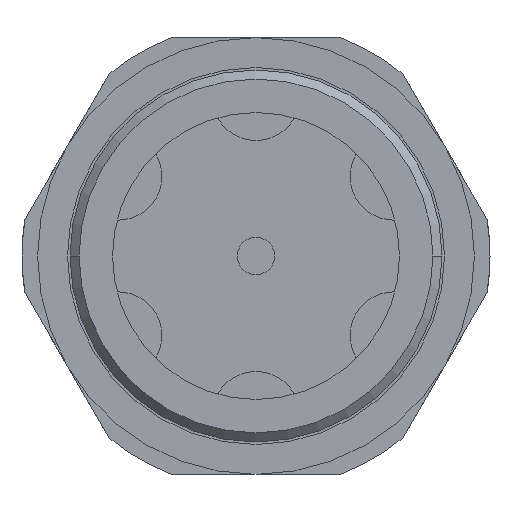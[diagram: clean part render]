
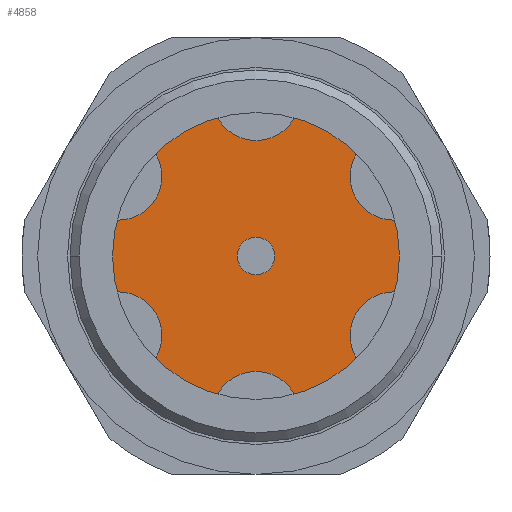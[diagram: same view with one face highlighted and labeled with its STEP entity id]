
A CAD part, front view. The second image highlights one B-rep face of the part: STEP entity #4858.
In plain terms, the highlighted planar face has unit normal (0, -1, 0).
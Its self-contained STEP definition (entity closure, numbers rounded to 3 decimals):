
#4476=CARTESIAN_POINT('',(0.,-4.05,0.));
#4477=DIRECTION('',(0.,-1.,0.));
#4478=DIRECTION('',(-0.274,0.,0.962));
#4479=AXIS2_PLACEMENT_3D('',#4476,#4477,#4478);
#4494=CARTESIAN_POINT('',(0.,-4.05,0.));
#4495=DIRECTION('',(0.,-1.,0.));
#4496=DIRECTION('',(-0.97,0.,0.244));
#4497=AXIS2_PLACEMENT_3D('',#4494,#4495,#4496);
#4512=CARTESIAN_POINT('',(0.,-4.05,0.));
#4513=DIRECTION('',(0.,-1.,0.));
#4514=DIRECTION('',(-0.696,0.,-0.718));
#4515=AXIS2_PLACEMENT_3D('',#4512,#4513,#4514);
#4530=CARTESIAN_POINT('',(0.,-4.05,0.));
#4531=DIRECTION('',(0.,-1.,0.));
#4532=DIRECTION('',(0.274,0.,-0.962));
#4533=AXIS2_PLACEMENT_3D('',#4530,#4531,#4532);
#4548=CARTESIAN_POINT('',(0.,-4.05,0.));
#4549=DIRECTION('',(0.,-1.,0.));
#4550=DIRECTION('',(0.97,0.,-0.244));
#4551=AXIS2_PLACEMENT_3D('',#4548,#4549,#4550);
#4557=CARTESIAN_POINT('',(0.,-4.05,0.));
#4558=DIRECTION('',(0.,-1.,0.));
#4559=DIRECTION('',(0.696,0.,0.718));
#4560=AXIS2_PLACEMENT_3D('',#4557,#4558,#4559);
#4571=CARTESIAN_POINT('',(22.084,-4.05,12.75));
#4572=DIRECTION('',(0.,-1.,0.));
#4573=DIRECTION('',(-0.768,0.,0.64));
#4574=AXIS2_PLACEMENT_3D('',#4571,#4572,#4573);
#4576=CARTESIAN_POINT('',(22.084,-4.05,-12.75));
#4577=DIRECTION('',(0.,-1.,0.));
#4578=DIRECTION('',(0.17,0.,0.985));
#4579=AXIS2_PLACEMENT_3D('',#4576,#4577,#4578);
#4581=CARTESIAN_POINT('',(0.,-4.05,-25.5));
#4582=DIRECTION('',(0.,-1.,0.));
#4583=DIRECTION('',(0.939,0.,0.345));
#4584=AXIS2_PLACEMENT_3D('',#4581,#4582,#4583);
#4586=CARTESIAN_POINT('',(-22.084,-4.05,-12.75));
#4587=DIRECTION('',(0.,-1.,0.));
#4588=DIRECTION('',(0.768,0.,-0.64));
#4589=AXIS2_PLACEMENT_3D('',#4586,#4587,#4588);
#4591=CARTESIAN_POINT('',(-22.084,-4.05,12.75));
#4592=DIRECTION('',(0.,-1.,0.));
#4593=DIRECTION('',(-0.17,0.,-0.985));
#4594=AXIS2_PLACEMENT_3D('',#4591,#4592,#4593);
#4596=CARTESIAN_POINT('',(0.,-4.05,25.5));
#4597=DIRECTION('',(0.,-1.,0.));
#4598=DIRECTION('',(-0.939,0.,-0.345));
#4599=AXIS2_PLACEMENT_3D('',#4596,#4597,#4598);
#4601=CARTESIAN_POINT('',(0.,-4.05,0.));
#4602=DIRECTION('',(0.,1.,0.));
#4603=DIRECTION('',(-1.,0.,0.));
#4604=AXIS2_PLACEMENT_3D('',#4601,#4602,#4603);
#4606=CARTESIAN_POINT('',(0.,-4.05,0.));
#4607=DIRECTION('',(0.,1.,0.));
#4608=DIRECTION('',(1.,0.,0.));
#4609=AXIS2_PLACEMENT_3D('',#4606,#4607,#4608);
#4623=CARTESIAN_POINT('',(-6.57,-4.05,23.083));
#4624=CARTESIAN_POINT('',(6.57,-4.05,23.083));
#4625=VERTEX_POINT('',#4623);
#4626=VERTEX_POINT('',#4624);
#4631=CARTESIAN_POINT('',(-3.,-4.05,0.));
#4632=CARTESIAN_POINT('',(3.,-4.05,0.));
#4633=VERTEX_POINT('',#4631);
#4634=VERTEX_POINT('',#4632);
#4639=CARTESIAN_POINT('',(-23.276,-4.05,5.852));
#4640=CARTESIAN_POINT('',(-16.706,-4.05,17.231));
#4641=VERTEX_POINT('',#4639);
#4642=VERTEX_POINT('',#4640);
#4647=CARTESIAN_POINT('',(-16.706,-4.05,-17.231));
#4648=CARTESIAN_POINT('',(-23.276,-4.05,-5.852));
#4649=VERTEX_POINT('',#4647);
#4650=VERTEX_POINT('',#4648);
#4655=CARTESIAN_POINT('',(6.57,-4.05,-23.083));
#4656=CARTESIAN_POINT('',(-6.57,-4.05,-23.083));
#4657=VERTEX_POINT('',#4655);
#4658=VERTEX_POINT('',#4656);
#4663=CARTESIAN_POINT('',(23.276,-4.05,-5.852));
#4664=CARTESIAN_POINT('',(16.706,-4.05,-17.231));
#4665=VERTEX_POINT('',#4663);
#4666=VERTEX_POINT('',#4664);
#4671=CARTESIAN_POINT('',(16.706,-4.05,17.231));
#4672=CARTESIAN_POINT('',(23.276,-4.05,5.852));
#4673=VERTEX_POINT('',#4671);
#4674=VERTEX_POINT('',#4672);
#4829=CARTESIAN_POINT('',(0.,-4.05,0.));
#4830=DIRECTION('',(0.,-1.,0.));
#4831=DIRECTION('',(1.,0.,0.));
#4832=AXIS2_PLACEMENT_3D('',#4829,#4830,#4831);
#4833=PLANE('',#4832);
#4834=ORIENTED_EDGE('',*,*,#4684,.T.);
#4835=ORIENTED_EDGE('',*,*,#4797,.F.);
#4837=ORIENTED_EDGE('',*,*,#4836,.T.);
#4838=ORIENTED_EDGE('',*,*,#4783,.F.);
#4840=ORIENTED_EDGE('',*,*,#4839,.T.);
#4841=ORIENTED_EDGE('',*,*,#4768,.F.);
#4843=ORIENTED_EDGE('',*,*,#4842,.T.);
#4844=ORIENTED_EDGE('',*,*,#4753,.F.);
#4845=ORIENTED_EDGE('',*,*,#4823,.T.);
#4846=ORIENTED_EDGE('',*,*,#4738,.F.);
#4848=ORIENTED_EDGE('',*,*,#4847,.T.);
#4849=ORIENTED_EDGE('',*,*,#4808,.F.);
#4850=EDGE_LOOP('',(#4834,#4835,#4837,#4838,#4840,#4841,#4843,#4844,#4845,#4846,
#4848,#4849));
#4851=FACE_OUTER_BOUND('',#4850,.F.);
#4853=ORIENTED_EDGE('',*,*,#4852,.F.);
#4855=ORIENTED_EDGE('',*,*,#4854,.F.);
#4856=EDGE_LOOP('',(#4853,#4855));
#4857=FACE_BOUND('',#4856,.F.);
#4858=ADVANCED_FACE('',(#4851,#4857),#4833,.T.);
#4480=CIRCLE('',#4479,24.);
#4498=CIRCLE('',#4497,24.);
#4516=CIRCLE('',#4515,24.);
#4534=CIRCLE('',#4533,24.);
#4552=CIRCLE('',#4551,24.);
#4561=CIRCLE('',#4560,24.);
#4575=CIRCLE('',#4574,7.);
#4580=CIRCLE('',#4579,7.);
#4585=CIRCLE('',#4584,7.);
#4590=CIRCLE('',#4589,7.);
#4595=CIRCLE('',#4594,7.);
#4600=CIRCLE('',#4599,7.);
#4605=CIRCLE('',#4604,3.);
#4610=CIRCLE('',#4609,3.);
#4684=EDGE_CURVE('',#4673,#4674,#4575,.T.);
#4738=EDGE_CURVE('',#4625,#4642,#4480,.T.);
#4753=EDGE_CURVE('',#4641,#4650,#4498,.T.);
#4768=EDGE_CURVE('',#4649,#4658,#4516,.T.);
#4783=EDGE_CURVE('',#4657,#4666,#4534,.T.);
#4797=EDGE_CURVE('',#4665,#4674,#4552,.T.);
#4808=EDGE_CURVE('',#4673,#4626,#4561,.T.);
#4823=EDGE_CURVE('',#4641,#4642,#4595,.T.);
#4836=EDGE_CURVE('',#4665,#4666,#4580,.T.);
#4839=EDGE_CURVE('',#4657,#4658,#4585,.T.);
#4842=EDGE_CURVE('',#4649,#4650,#4590,.T.);
#4847=EDGE_CURVE('',#4625,#4626,#4600,.T.);
#4852=EDGE_CURVE('',#4633,#4634,#4605,.T.);
#4854=EDGE_CURVE('',#4634,#4633,#4610,.T.);
